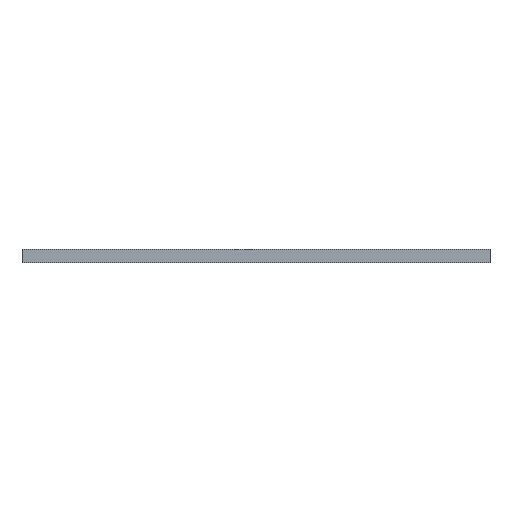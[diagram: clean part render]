
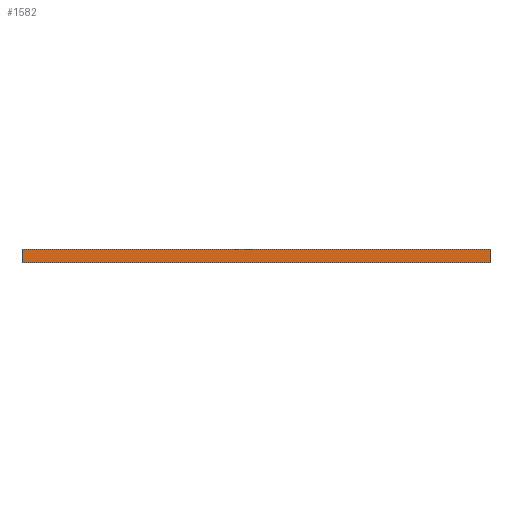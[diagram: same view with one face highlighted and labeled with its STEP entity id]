
A CAD part, left-side view. The second image highlights one B-rep face of the part: STEP entity #1582.
In plain terms, the highlighted planar face has unit normal (-1, 0, 0).
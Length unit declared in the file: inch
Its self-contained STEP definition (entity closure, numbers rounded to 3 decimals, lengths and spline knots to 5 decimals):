
#1526=CARTESIAN_POINT('',(-0.75,-0.75,0.25));
#1527=VERTEX_POINT('',#1526);
#1534=CARTESIAN_POINT('',(-0.75,-0.75,0.0));
#1535=VERTEX_POINT('',#1534);
#1536=CARTESIAN_POINT('',(-0.75,-0.75,0.0));
#1537=DIRECTION('',(0.0,0.0,1.0));
#1538=VECTOR('',#1537,0.25);
#1539=LINE('',#1536,#1538);
#1540=EDGE_CURVE('',#1535,#1527,#1539,.T.);
#1552=CARTESIAN_POINT('',(-0.75,-0.75,0.0));
#1553=DIRECTION('',(-1.0,0.0,0.0));
#1554=DIRECTION('',(0.0,0.0,1.0));
#1555=AXIS2_PLACEMENT_3D('',#1552,#1553,#1554);
#1556=PLANE('',#1555);
#1557=CARTESIAN_POINT('',(-0.75,8.25,0.25));
#1558=VERTEX_POINT('',#1557);
#1559=CARTESIAN_POINT('',(-0.75,-0.75,0.25));
#1560=DIRECTION('',(0.0,1.0,0.0));
#1561=VECTOR('',#1560,9.0);
#1562=LINE('',#1559,#1561);
#1563=EDGE_CURVE('',#1527,#1558,#1562,.T.);
#1564=ORIENTED_EDGE('',*,*,#1563,.T.);
#1565=CARTESIAN_POINT('',(-0.75,8.25,0.0));
#1566=VERTEX_POINT('',#1565);
#1567=CARTESIAN_POINT('',(-0.75,8.25,0.0));
#1568=DIRECTION('',(0.0,0.0,1.0));
#1569=VECTOR('',#1568,0.25);
#1570=LINE('',#1567,#1569);
#1571=EDGE_CURVE('',#1566,#1558,#1570,.T.);
#1572=ORIENTED_EDGE('',*,*,#1571,.F.);
#1573=CARTESIAN_POINT('',(-0.75,-0.75,0.0));
#1574=DIRECTION('',(0.0,1.0,0.0));
#1575=VECTOR('',#1574,9.0);
#1576=LINE('',#1573,#1575);
#1577=EDGE_CURVE('',#1535,#1566,#1576,.T.);
#1578=ORIENTED_EDGE('',*,*,#1577,.F.);
#1579=ORIENTED_EDGE('',*,*,#1540,.T.);
#1580=EDGE_LOOP('',(#1564,#1572,#1578,#1579));
#1581=FACE_OUTER_BOUND('',#1580,.T.);
#1582=ADVANCED_FACE('',(#1581),#1556,.T.);
